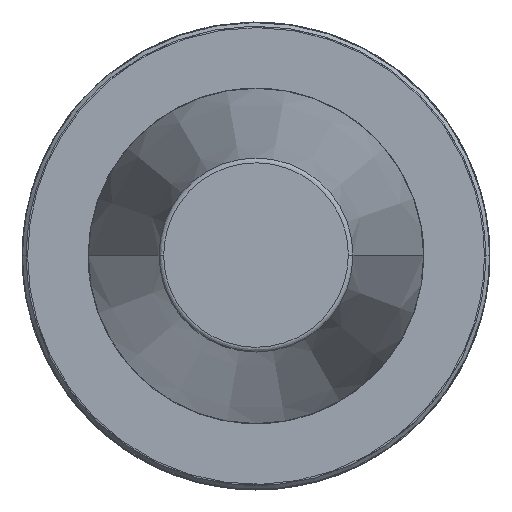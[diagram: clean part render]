
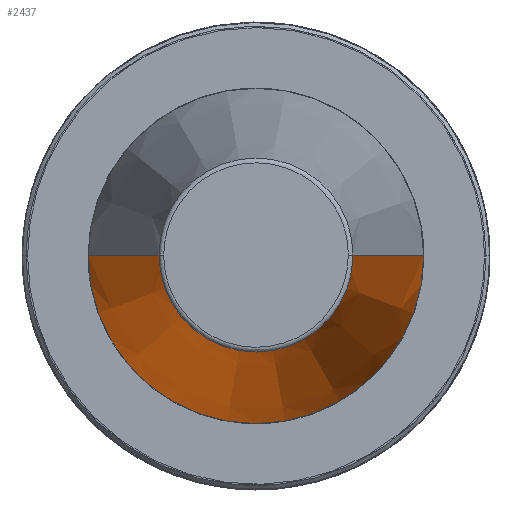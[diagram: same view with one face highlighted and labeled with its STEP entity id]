
A CAD part, top view. The second image highlights one B-rep face of the part: STEP entity #2437.
In plain terms, the highlighted conical face has half-angle 8.297 degrees and reference radius 34.925 mm.
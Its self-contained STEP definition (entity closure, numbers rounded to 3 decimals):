
#191 = ORIENTED_EDGE ( 'NONE', *, *, #2867, .F. ) ;
#279 = LINE ( 'NONE', #1582, #3666 ) ;
#293 = CIRCLE ( 'NONE', #2894, 20.211 ) ;
#509 = CARTESIAN_POINT ( 'NONE',  ( 34.925, 0., 0. ) ) ;
#512 = DIRECTION ( 'NONE',  ( -1., 0., 0. ) ) ;
#518 = DIRECTION ( 'NONE',  ( 0., 0., 1. ) ) ;
#521 = CARTESIAN_POINT ( 'NONE',  ( 0., 0., 0. ) ) ;
#601 = FACE_OUTER_BOUND ( 'NONE', #2441, .T. ) ;
#665 = AXIS2_PLACEMENT_3D ( 'NONE', #521, #518, #512 ) ;
#990 = DIRECTION ( 'NONE',  ( 0., 0., -1. ) ) ;
#1199 = EDGE_CURVE ( 'NONE', #3748, #2790, #2722, .T. ) ;
#1253 = DIRECTION ( 'NONE',  ( -0.144, 0., -0.99 ) ) ;
#1480 = LINE ( 'NONE', #2932, #2323 ) ;
#1582 = CARTESIAN_POINT ( 'NONE',  ( 34.925, 0., 0. ) ) ;
#2007 = AXIS2_PLACEMENT_3D ( 'NONE', #2946, #3982, #3910 ) ;
#2097 = CARTESIAN_POINT ( 'NONE',  ( -34.925, 0., 0. ) ) ;
#2121 = VERTEX_POINT ( 'NONE', #2256 ) ;
#2256 = CARTESIAN_POINT ( 'NONE',  ( -20.211, 0., 100.894 ) ) ;
#2323 = VECTOR ( 'NONE', #1253, 1000. ) ;
#2330 = CARTESIAN_POINT ( 'NONE',  ( 20.211, 0., 100.894 ) ) ;
#2437 = ADVANCED_FACE ( 'NONE', ( #601 ), #3858, .T. ) ;
#2441 = EDGE_LOOP ( 'NONE', ( #191, #4169, #2641, #3997 ) ) ;
#2599 = EDGE_CURVE ( 'NONE', #4076, #2121, #293, .T. ) ;
#2641 = ORIENTED_EDGE ( 'NONE', *, *, #4020, .T. ) ;
#2722 = CIRCLE ( 'NONE', #665, 34.925 ) ;
#2790 = VERTEX_POINT ( 'NONE', #509 ) ;
#2867 = EDGE_CURVE ( 'NONE', #4076, #2790, #279, .T. ) ;
#2894 = AXIS2_PLACEMENT_3D ( 'NONE', #2968, #990, #3288 ) ;
#2932 = CARTESIAN_POINT ( 'NONE',  ( -34.925, 0., 0. ) ) ;
#2946 = CARTESIAN_POINT ( 'NONE',  ( 0., 0., 0. ) ) ;
#2968 = CARTESIAN_POINT ( 'NONE',  ( 0., 0., 100.894 ) ) ;
#3288 = DIRECTION ( 'NONE',  ( -1., 0., 0. ) ) ;
#3525 = DIRECTION ( 'NONE',  ( 0.144, 0., -0.99 ) ) ;
#3666 = VECTOR ( 'NONE', #3525, 1000. ) ;
#3748 = VERTEX_POINT ( 'NONE', #2097 ) ;
#3858 = CONICAL_SURFACE ( 'NONE', #2007, 34.925, 0.145 ) ;
#3910 = DIRECTION ( 'NONE',  ( -1., 0., 0. ) ) ;
#3982 = DIRECTION ( 'NONE',  ( 0., 0., -1. ) ) ;
#3997 = ORIENTED_EDGE ( 'NONE', *, *, #1199, .T. ) ;
#4020 = EDGE_CURVE ( 'NONE', #2121, #3748, #1480, .T. ) ;
#4076 = VERTEX_POINT ( 'NONE', #2330 ) ;
#4169 = ORIENTED_EDGE ( 'NONE', *, *, #2599, .T. ) ;
